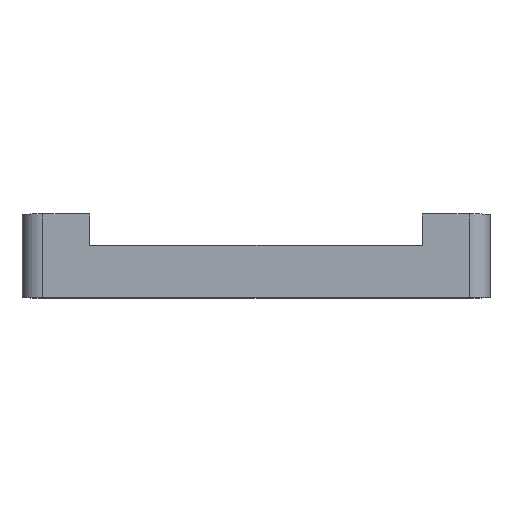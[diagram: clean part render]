
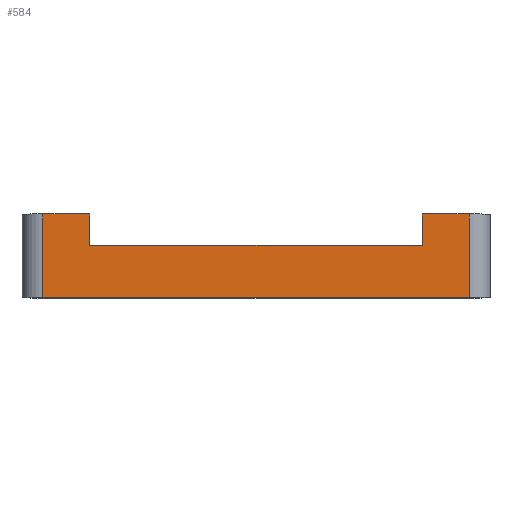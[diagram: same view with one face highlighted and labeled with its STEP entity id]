
A CAD part, top view. The second image highlights one B-rep face of the part: STEP entity #584.
In plain terms, the highlighted planar face has unit normal (0, 0, 1).
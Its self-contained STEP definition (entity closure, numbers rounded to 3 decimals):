
#287 = LINE ( 'NONE', #1552, #918 ) ;
#340 = CARTESIAN_POINT ( 'NONE',  ( -20.5, 5., 22.5 ) ) ;
#379 = CARTESIAN_POINT ( 'NONE',  ( -16., 8., 22.5 ) ) ;
#557 = CARTESIAN_POINT ( 'NONE',  ( 16., 8., 22.5 ) ) ;
#584 = ADVANCED_FACE ( 'NONE', ( #1741 ), #3294, .F. ) ;
#626 = CARTESIAN_POINT ( 'NONE',  ( -16., 8., 22.5 ) ) ;
#704 = ORIENTED_EDGE ( 'NONE', *, *, #747, .T. ) ;
#747 = EDGE_CURVE ( 'NONE', #1326, #797, #3201, .T. ) ;
#776 = CARTESIAN_POINT ( 'NONE',  ( -20.5, 5., 22.5 ) ) ;
#797 = VERTEX_POINT ( 'NONE', #1916 ) ;
#808 = ORIENTED_EDGE ( 'NONE', *, *, #2007, .T. ) ;
#868 = CARTESIAN_POINT ( 'NONE',  ( -16., 5., 22.5 ) ) ;
#899 = EDGE_CURVE ( 'NONE', #2693, #1440, #1541, .T. ) ;
#918 = VECTOR ( 'NONE', #3227, 1000. ) ;
#1067 = ORIENTED_EDGE ( 'NONE', *, *, #3444, .F. ) ;
#1113 = ORIENTED_EDGE ( 'NONE', *, *, #2565, .F. ) ;
#1194 = VECTOR ( 'NONE', #2476, 1000. ) ;
#1326 = VERTEX_POINT ( 'NONE', #3366 ) ;
#1392 = VERTEX_POINT ( 'NONE', #3958 ) ;
#1420 = CARTESIAN_POINT ( 'NONE',  ( 20.5, 8., 22.5 ) ) ;
#1440 = VERTEX_POINT ( 'NONE', #868 ) ;
#1469 = VERTEX_POINT ( 'NONE', #2467 ) ;
#1531 = EDGE_CURVE ( 'NONE', #1469, #2394, #287, .T. ) ;
#1541 = LINE ( 'NONE', #626, #1194 ) ;
#1552 = CARTESIAN_POINT ( 'NONE',  ( 16., 8., 22.5 ) ) ;
#1730 = CARTESIAN_POINT ( 'NONE',  ( 16., 5., 22.5 ) ) ;
#1738 = VECTOR ( 'NONE', #2696, 1000. ) ;
#1741 = FACE_OUTER_BOUND ( 'NONE', #2443, .T. ) ;
#1916 = CARTESIAN_POINT ( 'NONE',  ( -20.5, 0., 22.5 ) ) ;
#1969 = CARTESIAN_POINT ( 'NONE',  ( -20.5, 0., 22.5 ) ) ;
#2007 = EDGE_CURVE ( 'NONE', #797, #1392, #3031, .T. ) ;
#2024 = ORIENTED_EDGE ( 'NONE', *, *, #2922, .T. ) ;
#2127 = LINE ( 'NONE', #3994, #4105 ) ;
#2394 = VERTEX_POINT ( 'NONE', #1420 ) ;
#2443 = EDGE_LOOP ( 'NONE', ( #808, #1113, #2503, #2024, #1067, #3628, #3539, #704 ) ) ;
#2467 = CARTESIAN_POINT ( 'NONE',  ( 16., 8., 22.5 ) ) ;
#2476 = DIRECTION ( 'NONE',  ( 0., -1., 0. ) ) ;
#2503 = ORIENTED_EDGE ( 'NONE', *, *, #1531, .F. ) ;
#2565 = EDGE_CURVE ( 'NONE', #2394, #1392, #2127, .T. ) ;
#2624 = VECTOR ( 'NONE', #3233, 1000. ) ;
#2693 = VERTEX_POINT ( 'NONE', #379 ) ;
#2696 = DIRECTION ( 'NONE',  ( 0., -1., 0. ) ) ;
#2817 = DIRECTION ( 'NONE',  ( 0., -1., 0. ) ) ;
#2922 = EDGE_CURVE ( 'NONE', #1469, #3418, #3999, .T. ) ;
#3031 = LINE ( 'NONE', #1969, #2624 ) ;
#3201 = LINE ( 'NONE', #340, #3734 ) ;
#3227 = DIRECTION ( 'NONE',  ( 1., 0., 0. ) ) ;
#3233 = DIRECTION ( 'NONE',  ( 1., 0., 0. ) ) ;
#3259 = AXIS2_PLACEMENT_3D ( 'NONE', #3321, #4078, #2817 ) ;
#3294 = PLANE ( 'NONE',  #3259 ) ;
#3321 = CARTESIAN_POINT ( 'NONE',  ( -20.5, 5., 22.5 ) ) ;
#3366 = CARTESIAN_POINT ( 'NONE',  ( -20.5, 8., 22.5 ) ) ;
#3371 = LINE ( 'NONE', #3925, #3489 ) ;
#3418 = VERTEX_POINT ( 'NONE', #1730 ) ;
#3444 = EDGE_CURVE ( 'NONE', #1440, #3418, #3623, .T. ) ;
#3453 = DIRECTION ( 'NONE',  ( 0., -1., 0. ) ) ;
#3487 = VECTOR ( 'NONE', #3970, 1000. ) ;
#3489 = VECTOR ( 'NONE', #3615, 1000. ) ;
#3518 = DIRECTION ( 'NONE',  ( 0., -1., 0. ) ) ;
#3539 = ORIENTED_EDGE ( 'NONE', *, *, #3870, .F. ) ;
#3615 = DIRECTION ( 'NONE',  ( 1., 0., 0. ) ) ;
#3623 = LINE ( 'NONE', #776, #3487 ) ;
#3628 = ORIENTED_EDGE ( 'NONE', *, *, #899, .F. ) ;
#3734 = VECTOR ( 'NONE', #3518, 1000. ) ;
#3870 = EDGE_CURVE ( 'NONE', #1326, #2693, #3371, .T. ) ;
#3925 = CARTESIAN_POINT ( 'NONE',  ( -20.5, 8., 22.5 ) ) ;
#3958 = CARTESIAN_POINT ( 'NONE',  ( 20.5, 0., 22.5 ) ) ;
#3970 = DIRECTION ( 'NONE',  ( 1., 0., 0. ) ) ;
#3994 = CARTESIAN_POINT ( 'NONE',  ( 20.5, 5., 22.5 ) ) ;
#3999 = LINE ( 'NONE', #557, #1738 ) ;
#4078 = DIRECTION ( 'NONE',  ( 0., 0., -1. ) ) ;
#4105 = VECTOR ( 'NONE', #3453, 1000. ) ;
